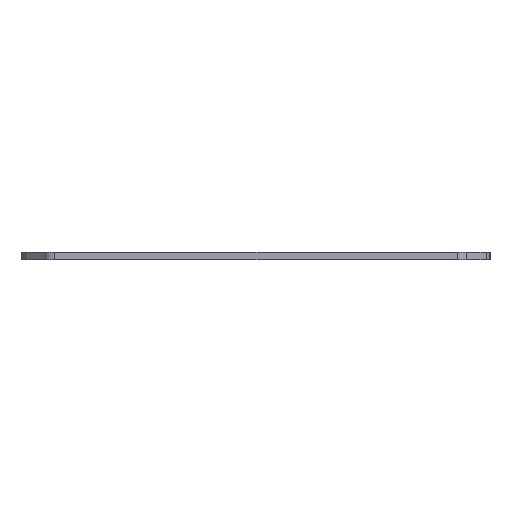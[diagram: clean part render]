
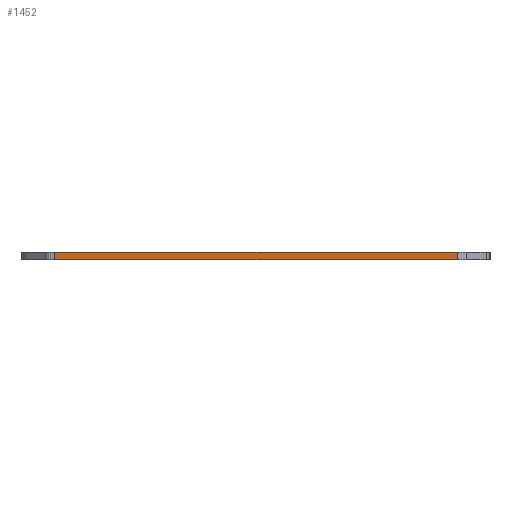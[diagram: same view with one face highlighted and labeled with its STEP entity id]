
A CAD part, left-side view. The second image highlights one B-rep face of the part: STEP entity #1452.
In plain terms, the highlighted planar face has unit normal (-1, 0, 0).
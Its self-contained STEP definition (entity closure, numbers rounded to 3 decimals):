
#1425 = VERTEX_POINT('',#1426);
#1426 = CARTESIAN_POINT('',(12.7,-102.372,1.6));
#1433 = EDGE_CURVE('',#1434,#1425,#1436,.T.);
#1434 = VERTEX_POINT('',#1435);
#1435 = CARTESIAN_POINT('',(12.7,-102.372,0.));
#1436 = LINE('',#1437,#1438);
#1437 = CARTESIAN_POINT('',(12.7,-102.372,0.));
#1438 = VECTOR('',#1439,1.);
#1439 = DIRECTION('',(0.,0.,1.));
#1452 = ADVANCED_FACE('',(#1453),#1478,.T.);
#1453 = FACE_BOUND('',#1454,.T.);
#1454 = EDGE_LOOP('',(#1455,#1456,#1464,#1472));
#1455 = ORIENTED_EDGE('',*,*,#1433,.T.);
#1456 = ORIENTED_EDGE('',*,*,#1457,.T.);
#1457 = EDGE_CURVE('',#1425,#1458,#1460,.T.);
#1458 = VERTEX_POINT('',#1459);
#1459 = CARTESIAN_POINT('',(12.7,-18.278,1.6));
#1460 = LINE('',#1461,#1462);
#1461 = CARTESIAN_POINT('',(12.7,-102.372,1.6));
#1462 = VECTOR('',#1463,1.);
#1463 = DIRECTION('',(0.,1.,0.));
#1464 = ORIENTED_EDGE('',*,*,#1465,.F.);
#1465 = EDGE_CURVE('',#1466,#1458,#1468,.T.);
#1466 = VERTEX_POINT('',#1467);
#1467 = CARTESIAN_POINT('',(12.7,-18.278,0.));
#1468 = LINE('',#1469,#1470);
#1469 = CARTESIAN_POINT('',(12.7,-18.278,0.));
#1470 = VECTOR('',#1471,1.);
#1471 = DIRECTION('',(0.,0.,1.));
#1472 = ORIENTED_EDGE('',*,*,#1473,.F.);
#1473 = EDGE_CURVE('',#1434,#1466,#1474,.T.);
#1474 = LINE('',#1475,#1476);
#1475 = CARTESIAN_POINT('',(12.7,-102.372,0.));
#1476 = VECTOR('',#1477,1.);
#1477 = DIRECTION('',(0.,1.,0.));
#1478 = PLANE('',#1479);
#1479 = AXIS2_PLACEMENT_3D('',#1480,#1481,#1482);
#1480 = CARTESIAN_POINT('',(12.7,-102.372,0.));
#1481 = DIRECTION('',(-1.,0.,0.));
#1482 = DIRECTION('',(0.,1.,0.));
